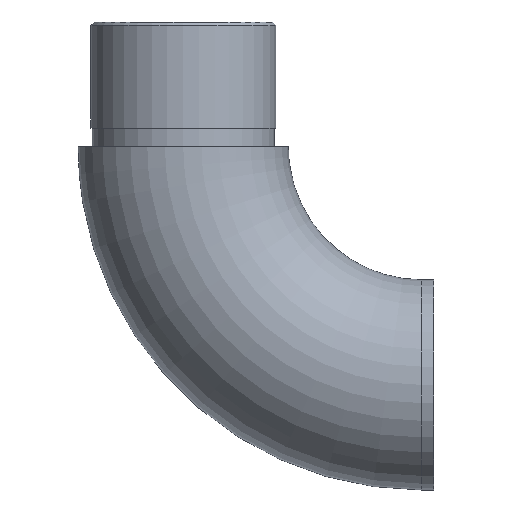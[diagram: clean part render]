
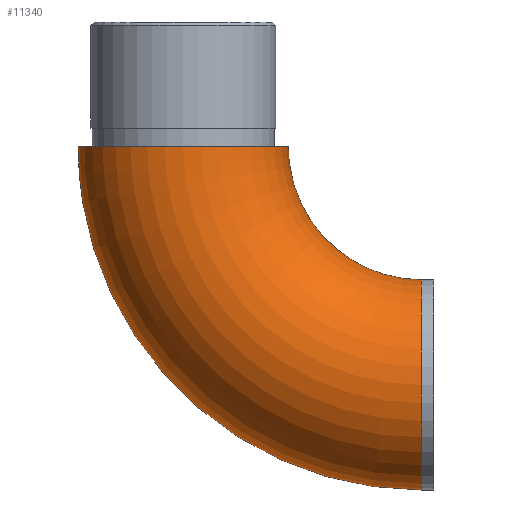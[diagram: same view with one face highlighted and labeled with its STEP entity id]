
A CAD part, left-side view. The second image highlights one B-rep face of the part: STEP entity #11340.
In plain terms, the highlighted toroidal (fillet/blend) face has major radius 38.15 mm and minor radius 16.85 mm.
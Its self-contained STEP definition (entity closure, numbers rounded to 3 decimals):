
#59 = DIRECTION ( 'NONE',  ( 0., 0., 1. ) ) ;
#151 = DIRECTION ( 'NONE',  ( 0., 1., 0. ) ) ;
#365 = EDGE_LOOP ( 'NONE', ( #4772 ) ) ;
#533 = AXIS2_PLACEMENT_3D ( 'NONE', #1440, #10465, #8506 ) ;
#1134 = CARTESIAN_POINT ( 'NONE',  ( 0., 2., 0. ) ) ;
#1440 = CARTESIAN_POINT ( 'NONE',  ( 0., 2., 38.15 ) ) ;
#1680 = CARTESIAN_POINT ( 'NONE',  ( 0., 40.15, 38.15 ) ) ;
#1990 = EDGE_CURVE ( 'NONE', #12893, #12893, #11321, .T. ) ;
#2271 = CARTESIAN_POINT ( 'NONE',  ( 0., 23.3, 38.15 ) ) ;
#2635 = VERTEX_POINT ( 'NONE', #2271 ) ;
#2812 = FACE_OUTER_BOUND ( 'NONE', #9043, .T. ) ;
#3350 = ORIENTED_EDGE ( 'NONE', *, *, #10320, .F. ) ;
#4309 = CARTESIAN_POINT ( 'NONE',  ( 0., 2., 16.85 ) ) ;
#4772 = ORIENTED_EDGE ( 'NONE', *, *, #1990, .T. ) ;
#4970 = AXIS2_PLACEMENT_3D ( 'NONE', #1680, #12844, #7686 ) ;
#6287 = TOROIDAL_SURFACE ( 'NONE', #533, 38.15, 16.85 ) ;
#7686 = DIRECTION ( 'NONE',  ( 0., -1., 0. ) ) ;
#7702 = CIRCLE ( 'NONE', #4970, 16.85 ) ;
#8506 = DIRECTION ( 'NONE',  ( 0., 0., -1. ) ) ;
#8979 = FACE_OUTER_BOUND ( 'NONE', #365, .T. ) ;
#9043 = EDGE_LOOP ( 'NONE', ( #3350 ) ) ;
#10320 = EDGE_CURVE ( 'NONE', #2635, #2635, #7702, .T. ) ;
#10465 = DIRECTION ( 'NONE',  ( 1., 0., 0. ) ) ;
#11321 = CIRCLE ( 'NONE', #12360, 16.85 ) ;
#11340 = ADVANCED_FACE ( 'NONE', ( #8979, #2812 ), #6287, .T. ) ;
#12360 = AXIS2_PLACEMENT_3D ( 'NONE', #1134, #151, #59 ) ;
#12844 = DIRECTION ( 'NONE',  ( 0., 0., 1. ) ) ;
#12893 = VERTEX_POINT ( 'NONE', #4309 ) ;
